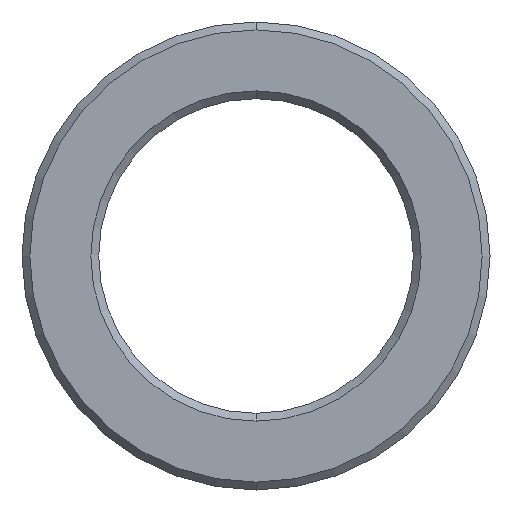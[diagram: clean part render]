
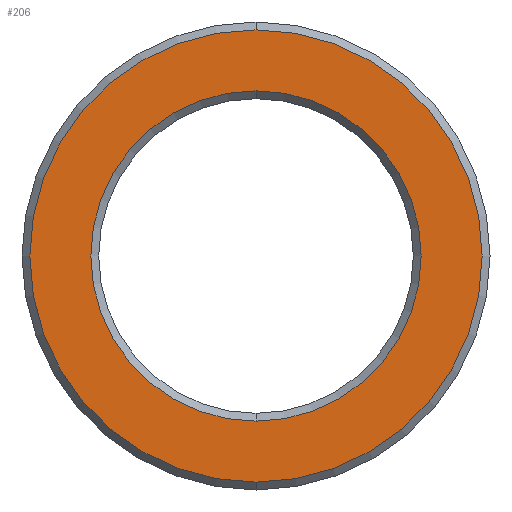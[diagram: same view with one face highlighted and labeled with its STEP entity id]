
A CAD part, front view. The second image highlights one B-rep face of the part: STEP entity #206.
In plain terms, the highlighted planar face has unit normal (0, -1, 0).
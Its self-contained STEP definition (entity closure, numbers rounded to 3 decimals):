
#10 = DIRECTION ( 'NONE',  ( 0., 0., 1. ) ) ;
#23 = AXIS2_PLACEMENT_3D ( 'NONE', #330, #325, #289 ) ;
#24 = FACE_BOUND ( 'NONE', #74, .T. ) ;
#46 = DIRECTION ( 'NONE',  ( 0., 1., 0. ) ) ;
#49 = EDGE_CURVE ( 'NONE', #312, #295, #172, .T. ) ;
#51 = AXIS2_PLACEMENT_3D ( 'NONE', #105, #143, #10 ) ;
#65 = DIRECTION ( 'NONE',  ( 0., 0., 1. ) ) ;
#68 = CARTESIAN_POINT ( 'NONE',  ( 0., -10., 0. ) ) ;
#74 = EDGE_LOOP ( 'NONE', ( #304, #192 ) ) ;
#79 = PLANE ( 'NONE',  #51 ) ;
#89 = VERTEX_POINT ( 'NONE', #112 ) ;
#90 = CIRCLE ( 'NONE', #403, 2.1 ) ;
#103 = VERTEX_POINT ( 'NONE', #239 ) ;
#105 = CARTESIAN_POINT ( 'NONE',  ( 0., -10., 0. ) ) ;
#112 = CARTESIAN_POINT ( 'NONE',  ( 0., -10., -2.1 ) ) ;
#143 = DIRECTION ( 'NONE',  ( 0., 1., 0. ) ) ;
#147 = CARTESIAN_POINT ( 'NONE',  ( 0., -10., 2.875 ) ) ;
#158 = ORIENTED_EDGE ( 'NONE', *, *, #49, .T. ) ;
#170 = CIRCLE ( 'NONE', #243, 2.1 ) ;
#172 = CIRCLE ( 'NONE', #188, 2.875 ) ;
#188 = AXIS2_PLACEMENT_3D ( 'NONE', #68, #339, #65 ) ;
#192 = ORIENTED_EDGE ( 'NONE', *, *, #434, .T. ) ;
#193 = EDGE_LOOP ( 'NONE', ( #404, #158 ) ) ;
#206 = ADVANCED_FACE ( 'NONE', ( #432, #24 ), #79, .F. ) ;
#239 = CARTESIAN_POINT ( 'NONE',  ( 0., -10., 2.1 ) ) ;
#243 = AXIS2_PLACEMENT_3D ( 'NONE', #435, #253, #324 ) ;
#253 = DIRECTION ( 'NONE',  ( 0., 1., 0. ) ) ;
#289 = DIRECTION ( 'NONE',  ( 0., 0., 1. ) ) ;
#295 = VERTEX_POINT ( 'NONE', #147 ) ;
#298 = EDGE_CURVE ( 'NONE', #89, #103, #90, .T. ) ;
#304 = ORIENTED_EDGE ( 'NONE', *, *, #298, .T. ) ;
#312 = VERTEX_POINT ( 'NONE', #394 ) ;
#324 = DIRECTION ( 'NONE',  ( 0., 0., 1. ) ) ;
#325 = DIRECTION ( 'NONE',  ( 0., -1., 0. ) ) ;
#330 = CARTESIAN_POINT ( 'NONE',  ( 0., -10., 0. ) ) ;
#339 = DIRECTION ( 'NONE',  ( 0., -1., 0. ) ) ;
#344 = CIRCLE ( 'NONE', #23, 2.875 ) ;
#360 = DIRECTION ( 'NONE',  ( 0., 0., 1. ) ) ;
#392 = CARTESIAN_POINT ( 'NONE',  ( 0., -10., 0. ) ) ;
#394 = CARTESIAN_POINT ( 'NONE',  ( 0., -10., -2.875 ) ) ;
#403 = AXIS2_PLACEMENT_3D ( 'NONE', #392, #46, #360 ) ;
#404 = ORIENTED_EDGE ( 'NONE', *, *, #405, .T. ) ;
#405 = EDGE_CURVE ( 'NONE', #295, #312, #344, .T. ) ;
#432 = FACE_OUTER_BOUND ( 'NONE', #193, .T. ) ;
#434 = EDGE_CURVE ( 'NONE', #103, #89, #170, .T. ) ;
#435 = CARTESIAN_POINT ( 'NONE',  ( 0., -10., 0. ) ) ;
